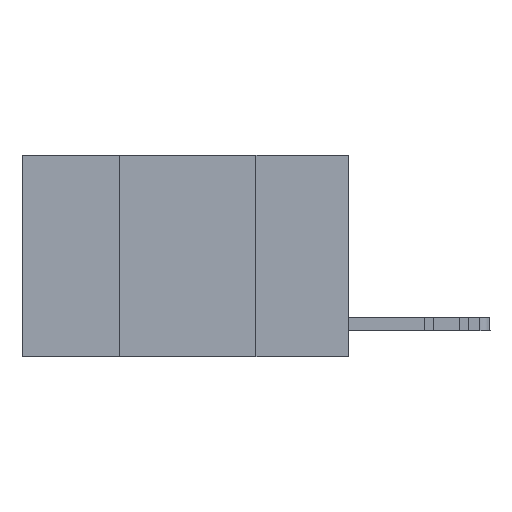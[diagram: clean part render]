
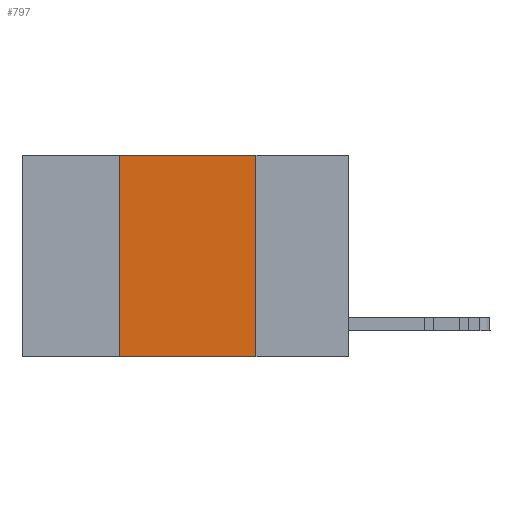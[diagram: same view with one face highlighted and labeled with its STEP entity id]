
A CAD part, left-side view. The second image highlights one B-rep face of the part: STEP entity #797.
In plain terms, the highlighted planar face has unit normal (-1, 0, 0).
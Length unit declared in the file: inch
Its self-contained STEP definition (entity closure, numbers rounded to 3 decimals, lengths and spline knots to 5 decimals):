
#33 = ORIENTED_EDGE ( 'NONE', *, *, #23174, .F. ) ;
#797 = ADVANCED_FACE ( 'NONE', ( #16829 ), #12367, .F. ) ;
#1465 = VECTOR ( 'NONE', #18700, 39.37008 ) ;
#1670 = DIRECTION ( 'NONE',  ( 1., 0., 0. ) ) ;
#3272 = DIRECTION ( 'NONE',  ( 0., 0., -1. ) ) ;
#4765 = CARTESIAN_POINT ( 'NONE',  ( 0., 0.6, -0.37 ) ) ;
#6920 = CARTESIAN_POINT ( 'NONE',  ( 0., 0.42, 0. ) ) ;
#7051 = VERTEX_POINT ( 'NONE', #21956 ) ;
#7688 = LINE ( 'NONE', #16927, #19576 ) ;
#8282 = VECTOR ( 'NONE', #12304, 39.37008 ) ;
#8617 = EDGE_CURVE ( 'NONE', #20186, #16356, #19153, .T. ) ;
#10791 = CARTESIAN_POINT ( 'NONE',  ( 0., 0.17, 0. ) ) ;
#12304 = DIRECTION ( 'NONE',  ( 0., -1., 0. ) ) ;
#12367 = PLANE ( 'NONE',  #12396 ) ;
#12396 = AXIS2_PLACEMENT_3D ( 'NONE', #22217, #1670, #3272 ) ;
#14296 = LINE ( 'NONE', #4765, #8282 ) ;
#14494 = VERTEX_POINT ( 'NONE', #28806 ) ;
#15347 = EDGE_LOOP ( 'NONE', ( #23242, #33, #22317, #15363 ) ) ;
#15363 = ORIENTED_EDGE ( 'NONE', *, *, #17484, .T. ) ;
#16356 = VERTEX_POINT ( 'NONE', #19835 ) ;
#16829 = FACE_OUTER_BOUND ( 'NONE', #15347, .T. ) ;
#16927 = CARTESIAN_POINT ( 'NONE',  ( 0., 0.6, 0. ) ) ;
#17075 = DIRECTION ( 'NONE',  ( 0., -1., 0. ) ) ;
#17319 = EDGE_CURVE ( 'NONE', #7051, #14494, #30182, .T. ) ;
#17484 = EDGE_CURVE ( 'NONE', #7051, #16356, #14296, .T. ) ;
#18700 = DIRECTION ( 'NONE',  ( 0., 0., -1. ) ) ;
#19153 = LINE ( 'NONE', #25801, #1465 ) ;
#19576 = VECTOR ( 'NONE', #17075, 39.37008 ) ;
#19835 = CARTESIAN_POINT ( 'NONE',  ( 0., 0.17, -0.37 ) ) ;
#20186 = VERTEX_POINT ( 'NONE', #10791 ) ;
#21956 = CARTESIAN_POINT ( 'NONE',  ( 0., 0.42, -0.37 ) ) ;
#22217 = CARTESIAN_POINT ( 'NONE',  ( 0., 0.6, 0. ) ) ;
#22317 = ORIENTED_EDGE ( 'NONE', *, *, #17319, .F. ) ;
#22377 = DIRECTION ( 'NONE',  ( 0., 0., 1. ) ) ;
#23174 = EDGE_CURVE ( 'NONE', #14494, #20186, #7688, .T. ) ;
#23242 = ORIENTED_EDGE ( 'NONE', *, *, #8617, .F. ) ;
#25801 = CARTESIAN_POINT ( 'NONE',  ( 0., 0.17, 0. ) ) ;
#27929 = VECTOR ( 'NONE', #22377, 39.37008 ) ;
#28806 = CARTESIAN_POINT ( 'NONE',  ( 0., 0.42, 0. ) ) ;
#30182 = LINE ( 'NONE', #6920, #27929 ) ;
